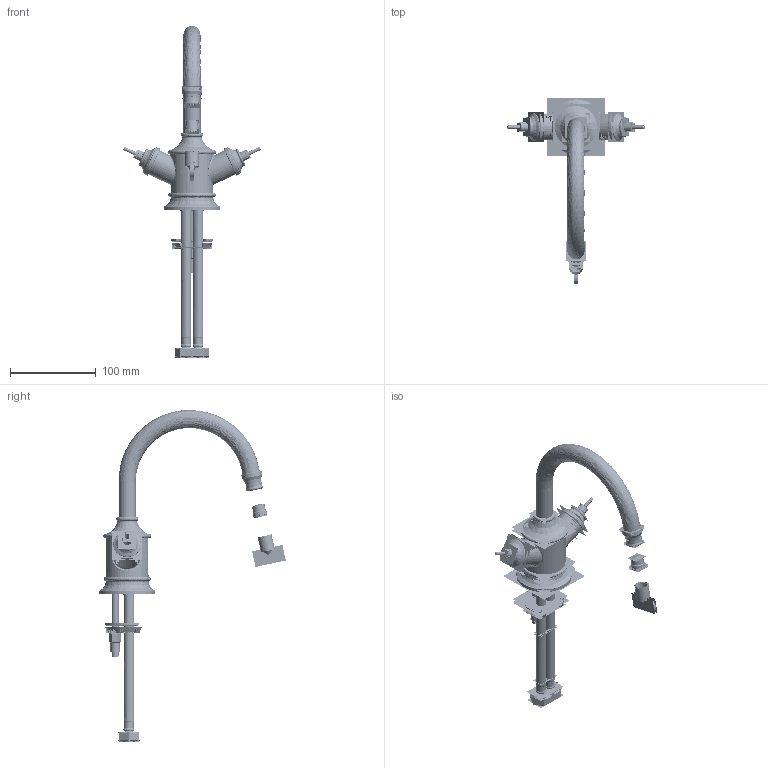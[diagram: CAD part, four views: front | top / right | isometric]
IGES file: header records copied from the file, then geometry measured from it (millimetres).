
Start section:  PTC IGES file: ARC 2014 CHR.igs
Global section: file name: ARC 2014 CHR.igs; native system: Pro/ENGINEER by Parametric Technology Corporation; preprocessor: 2009360; author: user33; organization: Unknown; date: 20200406.083028; units: millimetre
Bounding box: 161.02 x 219.25 x 388.19 mm (x, y, z)
Volume: 265984.8 mm3; surface area: 1482840.4 mm2
Topology: 60 solids, 82 shells, 5030 faces, 26330 edges, 34152 vertices
Faces by surface type: revolution 3082, bspline 1932, extrusion 16
